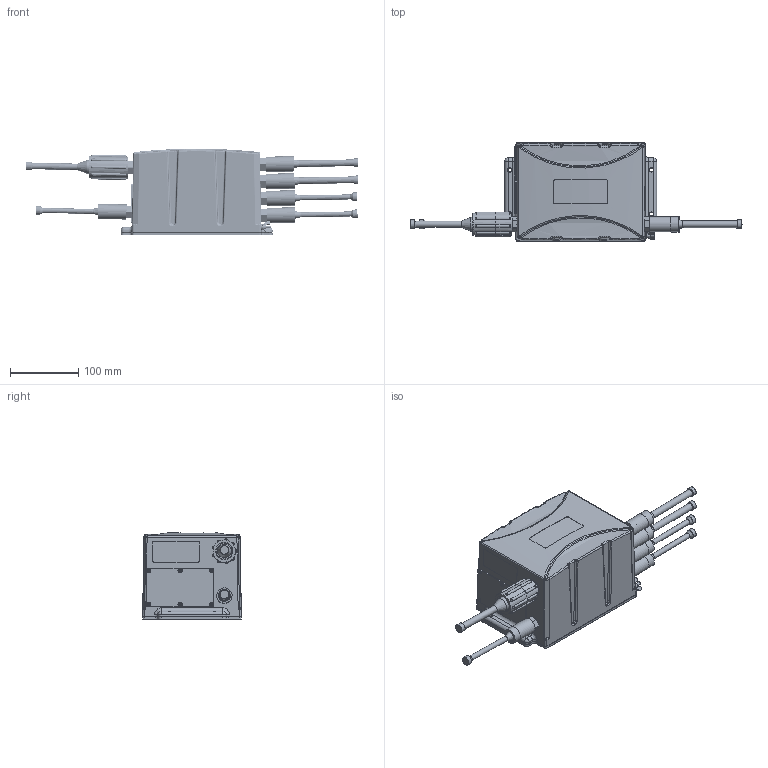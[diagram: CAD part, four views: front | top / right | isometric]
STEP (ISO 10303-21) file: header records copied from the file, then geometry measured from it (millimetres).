
FILE_DESCRIPTION(/* description */ ('-'),/* implementation_level */ '2;1');
FILE_NAME(/* name */ '535b4cdd-02db-4076-a6cf-8d8b4c9ed078.stp',/* time_stamp */ '2016-08-25T14:43:04+02:00',/* author */ ('-'),/* organization */ ('NTI CADcenter A/S'),/* preprocessor_version */ 'ST-DEVELOPER v15.6',/* originating_system */ 'Autodesk Inventor 2015',/* authorisation */ '-');
FILE_SCHEMA (('AUTOMOTIVE_DESIGN { 1 0 10303 214 3 1 1 }'));
Products named in the file (21): 411368_1; 409735_1; 387898_1; 337577_1; 337581_1; 560-078435_1; 572-019193_1; 577-019387_1; 389623_1; 409649_1; 407389_1; 410162_1; 370-097473_1; 370-099024_1; 379-097789_2; 379-097789_1; 416633_1; 379-076710_-; 357812_1; 413455_1
Assembly tree (47 placements, depth 3):
  413455_1
    411368_1
    409735_1
    387898_1  x8
    337577_1  x2
    337581_1  x3
    560-078435_1
    572-019193_1  x2
    577-019387_1
    389623_1
    409649_1
    407389_1
    410162_1  x10
    370-097473_1  x2
    370-099024_1  x3
    379-097789_1  x5
      379-097789_2
      379-097789_1
    416633_1
    379-076710_-
    357812_1
Bounding box: 487.16 x 145 x 126.97 mm (x, y, z)
Volume: 1048576.9 mm3; surface area: 418394.6 mm2
Topology: 50 solids, 50 shells, 2941 faces, 6826 edges, 4302 vertices
Faces by surface type: plane 1123, cylinder 877, bspline 477, cone 324, torus 108, sphere 32
Full cylindrical faces by diameter (mm): 1.4 x32, 1.5 x2, 2 x41, 2.459 x26, 2.75 x8, 3 x44, 3.2 x48, 3.242 x2, 3.4 x18, 4 x1, 4.3 x2, 4.8 x16, 5.5 x9, 5.6 x8, 6 x2, 7.5 x3, 9 x7, 9.5 x1, 9.728 x5, 10 x2, 10.8 x1, 11 x40, 11.328 x1, 11.6 x5, 12.5 x3, 12.8 x3, 14.3 x1, 15.5 x10, 15.6 x5, 16.2 x10
Entity records: 68053 total; most frequent: CARTESIAN_POINT 23103, ORIENTED_EDGE 8862, DIRECTION 8301, EDGE_CURVE 4431, AXIS2_PLACEMENT_3D 3099, VERTEX_POINT 2963, EDGE_LOOP 2632, LINE 2103
